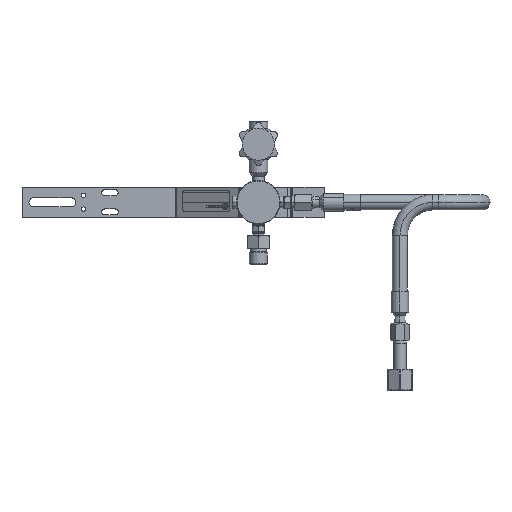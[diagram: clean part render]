
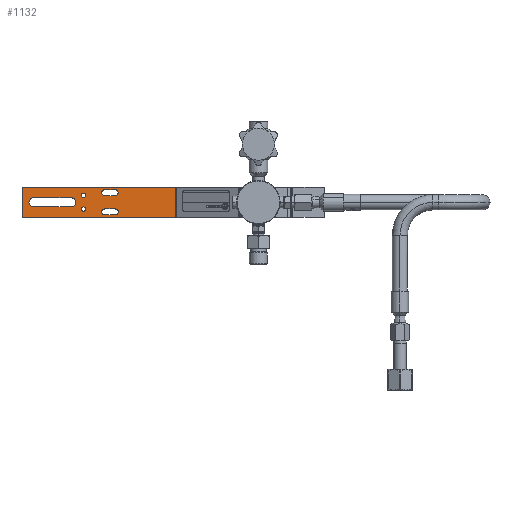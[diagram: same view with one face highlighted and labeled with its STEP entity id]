
A CAD part, front view. The second image highlights one B-rep face of the part: STEP entity #1132.
In plain terms, the highlighted planar face has unit normal (0, -1, 0).
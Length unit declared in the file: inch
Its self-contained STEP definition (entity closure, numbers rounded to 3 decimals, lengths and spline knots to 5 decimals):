
#14=DIRECTION('',(1.,0.,0.));
#15=VECTOR('',#14,6.97212);
#16=CARTESIAN_POINT('',(-6.875,0.8125,-0.6875));
#17=LINE('',#16,#15);
#18=DIRECTION('',(0.,0.,-1.));
#19=VECTOR('',#18,1.375);
#20=CARTESIAN_POINT('',(-6.875,0.8125,0.6875));
#21=LINE('',#20,#19);
#22=CARTESIAN_POINT('',(-2.631,0.8125,-0.4375));
#23=DIRECTION('',(0.,1.,0.));
#24=DIRECTION('',(0.,0.,1.));
#25=AXIS2_PLACEMENT_3D('',#22,#23,#24);
#27=CARTESIAN_POINT('',(-3.115,0.8125,-0.4375));
#28=DIRECTION('',(0.,1.,0.));
#29=DIRECTION('',(0.,0.,-1.));
#30=AXIS2_PLACEMENT_3D('',#27,#28,#29);
#32=CARTESIAN_POINT('',(-3.115,0.8125,0.4375));
#33=DIRECTION('',(0.,1.,0.));
#34=DIRECTION('',(0.,0.,-1.));
#35=AXIS2_PLACEMENT_3D('',#32,#33,#34);
#37=CARTESIAN_POINT('',(-2.635,0.8125,0.4375));
#38=DIRECTION('',(0.,1.,0.));
#39=DIRECTION('',(0.,0.,1.));
#40=AXIS2_PLACEMENT_3D('',#37,#38,#39);
#42=CARTESIAN_POINT('',(-4.075,0.8125,0.3125));
#43=DIRECTION('',(0.,1.,0.));
#44=DIRECTION('',(0.,0.,-1.));
#45=AXIS2_PLACEMENT_3D('',#42,#43,#44);
#47=CARTESIAN_POINT('',(-4.075,0.8125,0.3125));
#48=DIRECTION('',(0.,1.,0.));
#49=DIRECTION('',(0.,0.,1.));
#50=AXIS2_PLACEMENT_3D('',#47,#48,#49);
#52=CARTESIAN_POINT('',(-4.075,0.8125,-0.3125));
#53=DIRECTION('',(0.,1.,0.));
#54=DIRECTION('',(0.,0.,-1.));
#55=AXIS2_PLACEMENT_3D('',#52,#53,#54);
#57=CARTESIAN_POINT('',(-4.075,0.8125,-0.3125));
#58=DIRECTION('',(0.,1.,0.));
#59=DIRECTION('',(0.,0.,1.));
#60=AXIS2_PLACEMENT_3D('',#57,#58,#59);
#62=DIRECTION('',(1.,0.,0.));
#63=VECTOR('',#62,1.72);
#64=CARTESIAN_POINT('',(-6.355,0.8125,0.203));
#65=LINE('',#64,#63);
#66=CARTESIAN_POINT('',(-6.355,0.8125,0.));
#67=DIRECTION('',(0.,1.,0.));
#68=DIRECTION('',(-1.,0.,0.));
#69=AXIS2_PLACEMENT_3D('',#66,#67,#68);
#71=CARTESIAN_POINT('',(-6.355,0.8125,0.));
#72=DIRECTION('',(0.,1.,0.));
#73=DIRECTION('',(0.,0.,-1.));
#74=AXIS2_PLACEMENT_3D('',#71,#72,#73);
#76=DIRECTION('',(-1.,0.,0.));
#77=VECTOR('',#76,1.72);
#78=CARTESIAN_POINT('',(-4.635,0.8125,-0.203));
#79=LINE('',#78,#77);
#80=CARTESIAN_POINT('',(-4.635,0.8125,0.));
#81=DIRECTION('',(0.,1.,0.));
#82=DIRECTION('',(1.,0.,0.));
#83=AXIS2_PLACEMENT_3D('',#80,#81,#82);
#85=CARTESIAN_POINT('',(-4.635,0.8125,0.));
#86=DIRECTION('',(0.,1.,0.));
#87=DIRECTION('',(0.,0.,1.));
#88=AXIS2_PLACEMENT_3D('',#85,#86,#87);
#94=DIRECTION('',(0.,0.,-1.));
#95=VECTOR('',#94,1.375);
#96=CARTESIAN_POINT('',(0.09712,0.8125,0.6875));
#97=LINE('',#96,#95);
#168=DIRECTION('',(1.,0.,0.));
#169=VECTOR('',#168,6.97212);
#170=CARTESIAN_POINT('',(-6.875,0.8125,0.6875));
#171=LINE('',#170,#169);
#498=DIRECTION('',(-1.,0.,0.));
#499=VECTOR('',#498,0.484);
#500=CARTESIAN_POINT('',(-2.631,0.8125,-0.3045));
#501=LINE('',#500,#499);
#514=DIRECTION('',(1.,0.,0.));
#515=VECTOR('',#514,0.484);
#516=CARTESIAN_POINT('',(-3.115,0.8125,-0.5705));
#517=LINE('',#516,#515);
#522=DIRECTION('',(-1.,0.,0.));
#523=VECTOR('',#522,0.48);
#524=CARTESIAN_POINT('',(-2.635,0.8125,0.5705));
#525=LINE('',#524,#523);
#538=DIRECTION('',(1.,0.,0.));
#539=VECTOR('',#538,0.48);
#540=CARTESIAN_POINT('',(-3.115,0.8125,0.3045));
#541=LINE('',#540,#539);
#803=CARTESIAN_POINT('',(-4.432,0.8125,0.));
#805=VERTEX_POINT('',#803);
#806=CARTESIAN_POINT('',(-6.558,0.8125,0.));
#808=VERTEX_POINT('',#806);
#810=CARTESIAN_POINT('',(-4.635,0.8125,0.203));
#811=VERTEX_POINT('',#810);
#820=CARTESIAN_POINT('',(-6.355,0.8125,0.203));
#821=VERTEX_POINT('',#820);
#824=CARTESIAN_POINT('',(-4.635,0.8125,-0.203));
#825=VERTEX_POINT('',#824);
#834=CARTESIAN_POINT('',(-6.355,0.8125,-0.203));
#835=VERTEX_POINT('',#834);
#866=CARTESIAN_POINT('',(0.09712,0.8125,0.6875));
#867=CARTESIAN_POINT('',(0.09712,0.8125,-0.6875));
#868=VERTEX_POINT('',#866);
#869=VERTEX_POINT('',#867);
#886=CARTESIAN_POINT('',(-2.631,0.8125,-0.3045));
#887=CARTESIAN_POINT('',(-2.631,0.8125,-0.5705));
#888=VERTEX_POINT('',#886);
#889=VERTEX_POINT('',#887);
#890=CARTESIAN_POINT('',(-6.875,0.8125,0.6875));
#891=VERTEX_POINT('',#890);
#892=CARTESIAN_POINT('',(-6.875,0.8125,-0.6875));
#893=VERTEX_POINT('',#892);
#938=CARTESIAN_POINT('',(-2.635,0.8125,0.5705));
#939=CARTESIAN_POINT('',(-3.115,0.8125,0.5705));
#940=VERTEX_POINT('',#938);
#941=VERTEX_POINT('',#939);
#942=CARTESIAN_POINT('',(-3.115,0.8125,-0.5705));
#943=VERTEX_POINT('',#942);
#944=CARTESIAN_POINT('',(-3.115,0.8125,-0.3045));
#945=VERTEX_POINT('',#944);
#986=CARTESIAN_POINT('',(-4.075,0.8125,0.212));
#987=CARTESIAN_POINT('',(-4.075,0.8125,0.413));
#988=VERTEX_POINT('',#986);
#989=VERTEX_POINT('',#987);
#990=CARTESIAN_POINT('',(-2.635,0.8125,0.3045));
#991=VERTEX_POINT('',#990);
#992=CARTESIAN_POINT('',(-3.115,0.8125,0.3045));
#993=VERTEX_POINT('',#992);
#1018=CARTESIAN_POINT('',(-4.075,0.8125,-0.413));
#1019=CARTESIAN_POINT('',(-4.075,0.8125,-0.212));
#1020=VERTEX_POINT('',#1018);
#1021=VERTEX_POINT('',#1019);
#1073=CARTESIAN_POINT('',(-6.875,0.8125,0.6875));
#1074=DIRECTION('',(0.,-1.,0.));
#1075=DIRECTION('',(0.,0.,-1.));
#1076=AXIS2_PLACEMENT_3D('',#1073,#1074,#1075);
#1077=PLANE('',#1076);
#1079=ORIENTED_EDGE('',*,*,#1078,.T.);
#1081=ORIENTED_EDGE('',*,*,#1080,.F.);
#1083=ORIENTED_EDGE('',*,*,#1082,.F.);
#1085=ORIENTED_EDGE('',*,*,#1084,.T.);
#1086=EDGE_LOOP('',(#1079,#1081,#1083,#1085));
#1087=FACE_OUTER_BOUND('',#1086,.F.);
#1089=ORIENTED_EDGE('',*,*,#1088,.F.);
#1091=ORIENTED_EDGE('',*,*,#1090,.T.);
#1093=ORIENTED_EDGE('',*,*,#1092,.F.);
#1095=ORIENTED_EDGE('',*,*,#1094,.T.);
#1096=EDGE_LOOP('',(#1089,#1091,#1093,#1095));
#1097=FACE_BOUND('',#1096,.F.);
#1099=ORIENTED_EDGE('',*,*,#1098,.T.);
#1101=ORIENTED_EDGE('',*,*,#1100,.F.);
#1103=ORIENTED_EDGE('',*,*,#1102,.T.);
#1105=ORIENTED_EDGE('',*,*,#1104,.F.);
#1106=EDGE_LOOP('',(#1099,#1101,#1103,#1105));
#1107=FACE_BOUND('',#1106,.F.);
#1109=ORIENTED_EDGE('',*,*,#1108,.F.);
#1111=ORIENTED_EDGE('',*,*,#1110,.F.);
#1112=EDGE_LOOP('',(#1109,#1111));
#1113=FACE_BOUND('',#1112,.F.);
#1115=ORIENTED_EDGE('',*,*,#1114,.F.);
#1117=ORIENTED_EDGE('',*,*,#1116,.F.);
#1118=EDGE_LOOP('',(#1115,#1117));
#1119=FACE_BOUND('',#1118,.F.);
#1121=ORIENTED_EDGE('',*,*,#1120,.F.);
#1123=ORIENTED_EDGE('',*,*,#1122,.F.);
#1125=ORIENTED_EDGE('',*,*,#1124,.F.);
#1127=ORIENTED_EDGE('',*,*,#1126,.F.);
#1128=ORIENTED_EDGE('',*,*,#1064,.F.);
#1129=ORIENTED_EDGE('',*,*,#1053,.F.);
#1130=EDGE_LOOP('',(#1121,#1123,#1125,#1127,#1128,#1129));
#1131=FACE_BOUND('',#1130,.F.);
#1132=ADVANCED_FACE('',(#1087,#1097,#1107,#1113,#1119,#1131),#1077,.T.);
#26=CIRCLE('',#25,0.133);
#31=CIRCLE('',#30,0.133);
#36=CIRCLE('',#35,0.133);
#41=CIRCLE('',#40,0.133);
#46=CIRCLE('',#45,0.1005);
#51=CIRCLE('',#50,0.1005);
#56=CIRCLE('',#55,0.1005);
#61=CIRCLE('',#60,0.1005);
#70=CIRCLE('',#69,0.203);
#75=CIRCLE('',#74,0.203);
#84=CIRCLE('',#83,0.203);
#89=CIRCLE('',#88,0.203);
#1053=EDGE_CURVE('',#811,#805,#89,.T.);
#1064=EDGE_CURVE('',#805,#825,#84,.T.);
#1078=EDGE_CURVE('',#868,#869,#97,.T.);
#1080=EDGE_CURVE('',#893,#869,#17,.T.);
#1082=EDGE_CURVE('',#891,#893,#21,.T.);
#1084=EDGE_CURVE('',#891,#868,#171,.T.);
#1088=EDGE_CURVE('',#888,#889,#26,.T.);
#1090=EDGE_CURVE('',#888,#945,#501,.T.);
#1092=EDGE_CURVE('',#943,#945,#31,.T.);
#1094=EDGE_CURVE('',#943,#889,#517,.T.);
#1098=EDGE_CURVE('',#940,#941,#525,.T.);
#1100=EDGE_CURVE('',#993,#941,#36,.T.);
#1102=EDGE_CURVE('',#993,#991,#541,.T.);
#1104=EDGE_CURVE('',#940,#991,#41,.T.);
#1108=EDGE_CURVE('',#988,#989,#46,.T.);
#1110=EDGE_CURVE('',#989,#988,#51,.T.);
#1114=EDGE_CURVE('',#1020,#1021,#56,.T.);
#1116=EDGE_CURVE('',#1021,#1020,#61,.T.);
#1120=EDGE_CURVE('',#821,#811,#65,.T.);
#1122=EDGE_CURVE('',#808,#821,#70,.T.);
#1124=EDGE_CURVE('',#835,#808,#75,.T.);
#1126=EDGE_CURVE('',#825,#835,#79,.T.);
